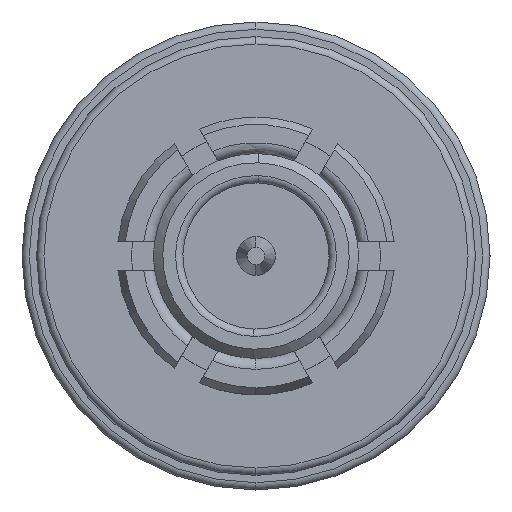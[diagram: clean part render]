
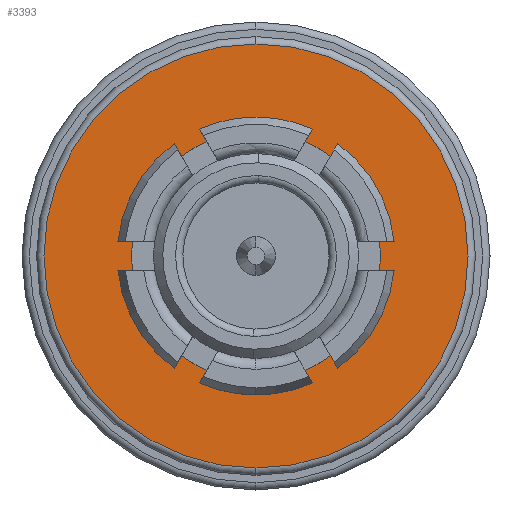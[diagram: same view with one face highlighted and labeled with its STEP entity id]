
A CAD part, left-side view. The second image highlights one B-rep face of the part: STEP entity #3393.
In plain terms, the highlighted planar face has unit normal (-1, 0, 0).
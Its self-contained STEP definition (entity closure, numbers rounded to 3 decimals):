
#122 = CIRCLE ( 'NONE', #392, 2.9 ) ;
#224 = PLANE ( 'NONE',  #6910 ) ;
#384 = CIRCLE ( 'NONE', #5815, 1.7 ) ;
#392 = AXIS2_PLACEMENT_3D ( 'NONE', #5739, #1978, #6370 ) ;
#402 = CIRCLE ( 'NONE', #7582, 1.7 ) ;
#477 = DIRECTION ( 'NONE',  ( -1., 0., 0. ) ) ;
#1036 = CIRCLE ( 'NONE', #6506, 2.9 ) ;
#1071 = EDGE_LOOP ( 'NONE', ( #3884, #4146 ) ) ;
#1096 = EDGE_CURVE ( 'NONE', #5439, #7095, #1036, .T. ) ;
#1545 = FACE_BOUND ( 'NONE', #7855, .T. ) ;
#1715 = CARTESIAN_POINT ( 'NONE',  ( -0.9, 0., -2.9 ) ) ;
#1978 = DIRECTION ( 'NONE',  ( -1., 0., 0. ) ) ;
#2019 = CARTESIAN_POINT ( 'NONE',  ( -0.9, 0., 0. ) ) ;
#2072 = CARTESIAN_POINT ( 'NONE',  ( -0.9, 0., 0. ) ) ;
#2507 = VERTEX_POINT ( 'NONE', #4532 ) ;
#2662 = DIRECTION ( 'NONE',  ( 0., 0., 1. ) ) ;
#2702 = DIRECTION ( 'NONE',  ( 0., 0., -1. ) ) ;
#2792 = CARTESIAN_POINT ( 'NONE',  ( -0.9, 1.7, 0. ) ) ;
#2819 = ORIENTED_EDGE ( 'NONE', *, *, #4329, .F. ) ;
#3314 = CARTESIAN_POINT ( 'NONE',  ( -0.9, 0., 1.7 ) ) ;
#3393 = ADVANCED_FACE ( 'NONE', ( #8035, #1545 ), #224, .F. ) ;
#3423 = DIRECTION ( 'NONE',  ( 0., 0., -1. ) ) ;
#3884 = ORIENTED_EDGE ( 'NONE', *, *, #4259, .T. ) ;
#4146 = ORIENTED_EDGE ( 'NONE', *, *, #1096, .T. ) ;
#4259 = EDGE_CURVE ( 'NONE', #7095, #5439, #122, .T. ) ;
#4274 = CARTESIAN_POINT ( 'NONE',  ( -0.9, 0., 0. ) ) ;
#4329 = EDGE_CURVE ( 'NONE', #6192, #2507, #402, .T. ) ;
#4532 = CARTESIAN_POINT ( 'NONE',  ( -0.9, 0., -1.7 ) ) ;
#4903 = DIRECTION ( 'NONE',  ( 0., 0., 1. ) ) ;
#5439 = VERTEX_POINT ( 'NONE', #5760 ) ;
#5739 = CARTESIAN_POINT ( 'NONE',  ( -0.9, 0., 0. ) ) ;
#5760 = CARTESIAN_POINT ( 'NONE',  ( -0.9, 0., 2.9 ) ) ;
#5815 = AXIS2_PLACEMENT_3D ( 'NONE', #4274, #477, #4903 ) ;
#5821 = ORIENTED_EDGE ( 'NONE', *, *, #6560, .F. ) ;
#6192 = VERTEX_POINT ( 'NONE', #3314 ) ;
#6370 = DIRECTION ( 'NONE',  ( 0., 0., -1. ) ) ;
#6425 = DIRECTION ( 'NONE',  ( -1., 0., 0. ) ) ;
#6470 = DIRECTION ( 'NONE',  ( -1., 0., 0. ) ) ;
#6506 = AXIS2_PLACEMENT_3D ( 'NONE', #2072, #6470, #2702 ) ;
#6560 = EDGE_CURVE ( 'NONE', #2507, #6192, #384, .T. ) ;
#6910 = AXIS2_PLACEMENT_3D ( 'NONE', #2792, #7165, #3423 ) ;
#7095 = VERTEX_POINT ( 'NONE', #1715 ) ;
#7165 = DIRECTION ( 'NONE',  ( 1., 0., 0. ) ) ;
#7582 = AXIS2_PLACEMENT_3D ( 'NONE', #2019, #6425, #2662 ) ;
#7855 = EDGE_LOOP ( 'NONE', ( #2819, #5821 ) ) ;
#8035 = FACE_OUTER_BOUND ( 'NONE', #1071, .T. ) ;
